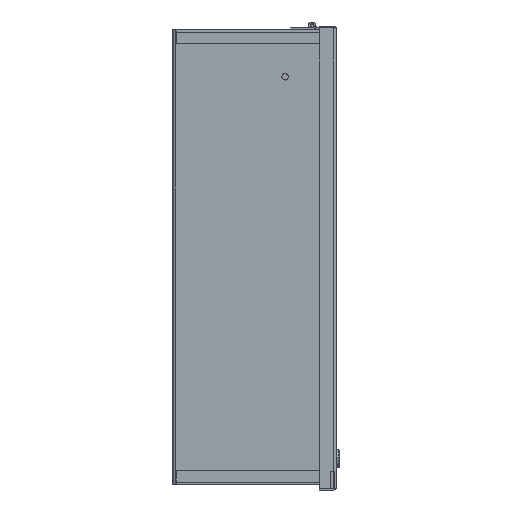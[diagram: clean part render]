
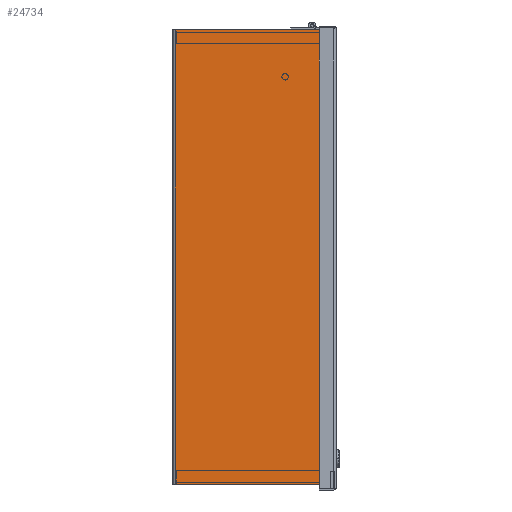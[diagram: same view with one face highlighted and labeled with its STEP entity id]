
A CAD part, front view. The second image highlights one B-rep face of the part: STEP entity #24734.
In plain terms, the highlighted face is planar.
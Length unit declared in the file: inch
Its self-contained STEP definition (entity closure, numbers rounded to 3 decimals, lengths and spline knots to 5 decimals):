
#59 = CARTESIAN_POINT ( 'NONE',  ( 10., -0.108, -12. ) ) ;
#1004 = EDGE_CURVE ( 'NONE', #10263, #19782, #13151, .T. ) ;
#2281 = AXIS2_PLACEMENT_3D ( 'NONE', #10906, #20558, #16741 ) ;
#2628 = VECTOR ( 'NONE', #7319, 39.37008 ) ;
#3577 = ORIENTED_EDGE ( 'NONE', *, *, #10738, .T. ) ;
#4436 = VECTOR ( 'NONE', #8587, 39.37008 ) ;
#4598 = CARTESIAN_POINT ( 'NONE',  ( 10., -0.108, -12. ) ) ;
#4884 = FACE_OUTER_BOUND ( 'NONE', #6212, .T. ) ;
#5132 = LINE ( 'NONE', #9204, #20137 ) ;
#6212 = EDGE_LOOP ( 'NONE', ( #3577, #23422, #18698, #13031 ) ) ;
#6230 = DIRECTION ( 'NONE',  ( -1., 0., 0. ) ) ;
#7319 = DIRECTION ( 'NONE',  ( 0., 1., 0. ) ) ;
#8587 = DIRECTION ( 'NONE',  ( 0., -1., 0. ) ) ;
#8662 = PLANE ( 'NONE',  #2281 ) ;
#9204 = CARTESIAN_POINT ( 'NONE',  ( -10., -6.892, -12. ) ) ;
#10263 = VERTEX_POINT ( 'NONE', #59 ) ;
#10738 = EDGE_CURVE ( 'NONE', #16631, #19782, #18835, .T. ) ;
#10906 = CARTESIAN_POINT ( 'NONE',  ( -10., -0.0625, -12. ) ) ;
#11305 = VECTOR ( 'NONE', #6230, 39.37008 ) ;
#11862 = CARTESIAN_POINT ( 'NONE',  ( -10., -6.892, -12. ) ) ;
#12891 = DIRECTION ( 'NONE',  ( -1., 0., 0. ) ) ;
#13031 = ORIENTED_EDGE ( 'NONE', *, *, #16292, .T. ) ;
#13151 = LINE ( 'NONE', #4598, #11305 ) ;
#14220 = LINE ( 'NONE', #20257, #4436 ) ;
#15166 = CARTESIAN_POINT ( 'NONE',  ( -10., -0.072, -12. ) ) ;
#15906 = CARTESIAN_POINT ( 'NONE',  ( 10., -6.892, -12. ) ) ;
#16292 = EDGE_CURVE ( 'NONE', #17199, #16631, #5132, .T. ) ;
#16631 = VERTEX_POINT ( 'NONE', #11862 ) ;
#16741 = DIRECTION ( 'NONE',  ( 0., 1., 0. ) ) ;
#17199 = VERTEX_POINT ( 'NONE', #15906 ) ;
#18698 = ORIENTED_EDGE ( 'NONE', *, *, #20819, .T. ) ;
#18835 = LINE ( 'NONE', #15166, #2628 ) ;
#19782 = VERTEX_POINT ( 'NONE', #25124 ) ;
#20137 = VECTOR ( 'NONE', #12891, 39.37008 ) ;
#20257 = CARTESIAN_POINT ( 'NONE',  ( 10., -0.072, -12. ) ) ;
#20558 = DIRECTION ( 'NONE',  ( 0., 0., -1. ) ) ;
#20819 = EDGE_CURVE ( 'NONE', #10263, #17199, #14220, .T. ) ;
#23422 = ORIENTED_EDGE ( 'NONE', *, *, #1004, .F. ) ;
#24734 = ADVANCED_FACE ( 'NONE', ( #4884 ), #8662, .T. ) ;
#25124 = CARTESIAN_POINT ( 'NONE',  ( -10., -0.108, -12. ) ) ;
